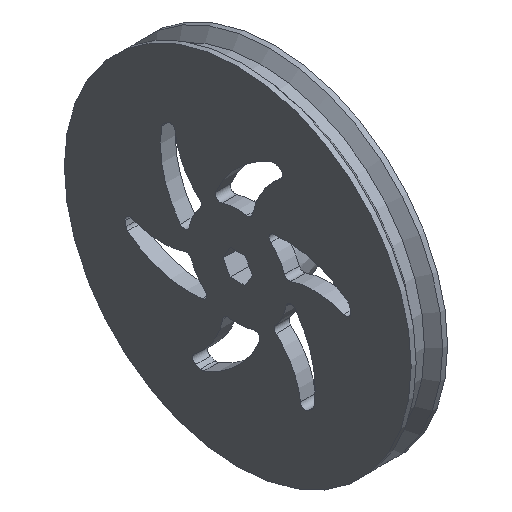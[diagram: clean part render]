
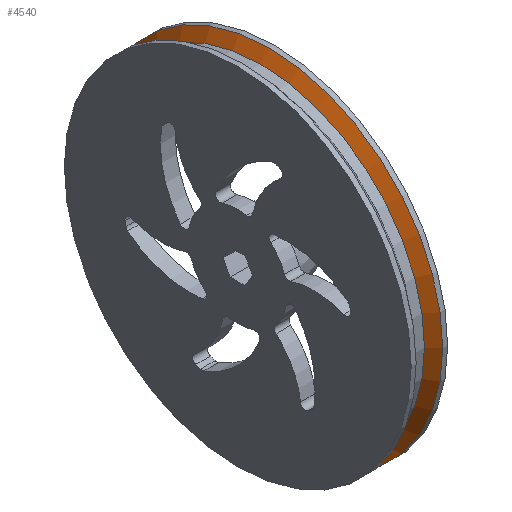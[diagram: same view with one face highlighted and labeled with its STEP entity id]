
A CAD part, isometric view. The second image highlights one B-rep face of the part: STEP entity #4540.
In plain terms, the highlighted conical face has half-angle 50 degrees and reference radius 35 mm.
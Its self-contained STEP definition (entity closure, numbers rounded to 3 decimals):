
#1692 = CYLINDRICAL_SURFACE('',#1693,35.);
#1693 = AXIS2_PLACEMENT_3D('',#1694,#1695,#1696);
#1694 = CARTESIAN_POINT('',(7.356,0.,0.));
#1695 = DIRECTION('',(-1.,0.,-0.));
#1696 = DIRECTION('',(0.,0.,1.));
#4170 = VERTEX_POINT('',#4171);
#4171 = CARTESIAN_POINT('',(6.356,0.,35.));
#4192 = EDGE_CURVE('',#4170,#4170,#4193,.T.);
#4193 = SURFACE_CURVE('',#4194,(#4199,#4206),.PCURVE_S1.);
#4194 = CIRCLE('',#4195,35.);
#4195 = AXIS2_PLACEMENT_3D('',#4196,#4197,#4198);
#4196 = CARTESIAN_POINT('',(6.356,0.,0.));
#4197 = DIRECTION('',(1.,0.,-0.));
#4198 = DIRECTION('',(0.,0.,1.));
#4199 = PCURVE('',#1692,#4200);
#4200 = DEFINITIONAL_REPRESENTATION('',(#4201),#4205);
#4201 = LINE('',#4202,#4203);
#4202 = CARTESIAN_POINT('',(-0.,1.));
#4203 = VECTOR('',#4204,1.);
#4204 = DIRECTION('',(-1.,0.));
#4205 = ( GEOMETRIC_REPRESENTATION_CONTEXT(2) 
PARAMETRIC_REPRESENTATION_CONTEXT() REPRESENTATION_CONTEXT('2D SPACE',''
  ) );
#4206 = PCURVE('',#4207,#4212);
#4207 = CONICAL_SURFACE('',#4208,35.,0.873);
#4208 = AXIS2_PLACEMENT_3D('',#4209,#4210,#4211);
#4209 = CARTESIAN_POINT('',(6.356,0.,0.));
#4210 = DIRECTION('',(1.,0.,0.));
#4211 = DIRECTION('',(0.,0.,1.));
#4212 = DEFINITIONAL_REPRESENTATION('',(#4213),#4217);
#4213 = LINE('',#4214,#4215);
#4214 = CARTESIAN_POINT('',(0.,-0.));
#4215 = VECTOR('',#4216,1.);
#4216 = DIRECTION('',(1.,-0.));
#4217 = ( GEOMETRIC_REPRESENTATION_CONTEXT(2) 
PARAMETRIC_REPRESENTATION_CONTEXT() REPRESENTATION_CONTEXT('2D SPACE',''
  ) );
#4540 = ADVANCED_FACE('',(#4541),#4207,.T.);
#4541 = FACE_BOUND('',#4542,.F.);
#4542 = EDGE_LOOP('',(#4543,#4544,#4567,#4594));
#4543 = ORIENTED_EDGE('',*,*,#4192,.T.);
#4544 = ORIENTED_EDGE('',*,*,#4545,.T.);
#4545 = EDGE_CURVE('',#4170,#4546,#4548,.T.);
#4546 = VERTEX_POINT('',#4547);
#4547 = CARTESIAN_POINT('',(4.678,0.,33.));
#4548 = SEAM_CURVE('',#4549,(#4553,#4560),.PCURVE_S1.);
#4549 = LINE('',#4550,#4551);
#4550 = CARTESIAN_POINT('',(6.356,0.,35.));
#4551 = VECTOR('',#4552,1.);
#4552 = DIRECTION('',(-0.643,0.,
    -0.766));
#4553 = PCURVE('',#4207,#4554);
#4554 = DEFINITIONAL_REPRESENTATION('',(#4555),#4559);
#4555 = LINE('',#4556,#4557);
#4556 = CARTESIAN_POINT('',(0.,-0.));
#4557 = VECTOR('',#4558,1.);
#4558 = DIRECTION('',(0.,-1.));
#4559 = ( GEOMETRIC_REPRESENTATION_CONTEXT(2) 
PARAMETRIC_REPRESENTATION_CONTEXT() REPRESENTATION_CONTEXT('2D SPACE',''
  ) );
#4560 = PCURVE('',#4207,#4561);
#4561 = DEFINITIONAL_REPRESENTATION('',(#4562),#4566);
#4562 = LINE('',#4563,#4564);
#4563 = CARTESIAN_POINT('',(6.283,-0.));
#4564 = VECTOR('',#4565,1.);
#4565 = DIRECTION('',(0.,-1.));
#4566 = ( GEOMETRIC_REPRESENTATION_CONTEXT(2) 
PARAMETRIC_REPRESENTATION_CONTEXT() REPRESENTATION_CONTEXT('2D SPACE',''
  ) );
#4567 = ORIENTED_EDGE('',*,*,#4568,.F.);
#4568 = EDGE_CURVE('',#4546,#4546,#4569,.T.);
#4569 = SURFACE_CURVE('',#4570,(#4575,#4582),.PCURVE_S1.);
#4570 = CIRCLE('',#4571,33.);
#4571 = AXIS2_PLACEMENT_3D('',#4572,#4573,#4574);
#4572 = CARTESIAN_POINT('',(4.678,0.,0.));
#4573 = DIRECTION('',(1.,0.,-0.));
#4574 = DIRECTION('',(0.,0.,1.));
#4575 = PCURVE('',#4207,#4576);
#4576 = DEFINITIONAL_REPRESENTATION('',(#4577),#4581);
#4577 = LINE('',#4578,#4579);
#4578 = CARTESIAN_POINT('',(0.,-1.678));
#4579 = VECTOR('',#4580,1.);
#4580 = DIRECTION('',(1.,-0.));
#4581 = ( GEOMETRIC_REPRESENTATION_CONTEXT(2) 
PARAMETRIC_REPRESENTATION_CONTEXT() REPRESENTATION_CONTEXT('2D SPACE',''
  ) );
#4582 = PCURVE('',#4583,#4588);
#4583 = CYLINDRICAL_SURFACE('',#4584,33.);
#4584 = AXIS2_PLACEMENT_3D('',#4585,#4586,#4587);
#4585 = CARTESIAN_POINT('',(4.678,0.,0.));
#4586 = DIRECTION('',(-1.,0.,-0.));
#4587 = DIRECTION('',(0.,0.,1.));
#4588 = DEFINITIONAL_REPRESENTATION('',(#4589),#4593);
#4589 = LINE('',#4590,#4591);
#4590 = CARTESIAN_POINT('',(-0.,0.));
#4591 = VECTOR('',#4592,1.);
#4592 = DIRECTION('',(-1.,0.));
#4593 = ( GEOMETRIC_REPRESENTATION_CONTEXT(2) 
PARAMETRIC_REPRESENTATION_CONTEXT() REPRESENTATION_CONTEXT('2D SPACE',''
  ) );
#4594 = ORIENTED_EDGE('',*,*,#4545,.F.);
